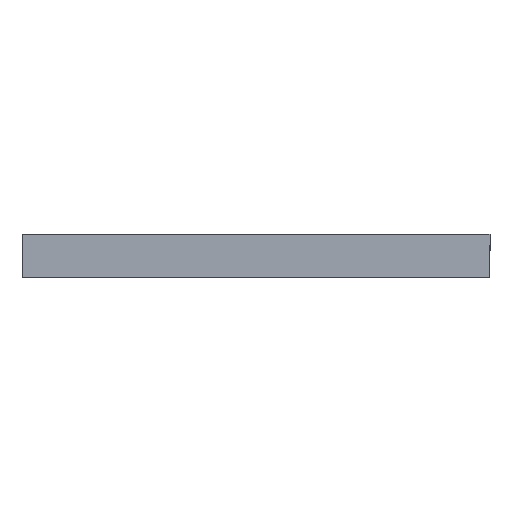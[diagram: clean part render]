
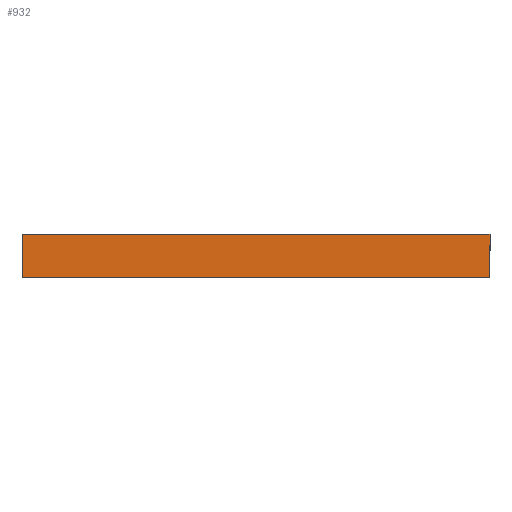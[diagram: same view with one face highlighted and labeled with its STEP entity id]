
A CAD part, front view. The second image highlights one B-rep face of the part: STEP entity #932.
In plain terms, the highlighted planar face has unit normal (0, -1, 0).
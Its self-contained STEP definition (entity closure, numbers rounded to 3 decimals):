
#50 = EDGE_CURVE ( 'NONE', #940, #821, #1736, .T. ) ;
#101 = PLANE ( 'NONE',  #1445 ) ;
#142 = CARTESIAN_POINT ( 'NONE',  ( 87.5, -130., 87.5 ) ) ;
#175 = EDGE_CURVE ( 'NONE', #496, #980, #708, .T. ) ;
#236 = ORIENTED_EDGE ( 'NONE', *, *, #50, .T. ) ;
#237 = CARTESIAN_POINT ( 'NONE',  ( 87.5, -130., 72.5 ) ) ;
#299 = LINE ( 'NONE', #1597, #854 ) ;
#388 = EDGE_CURVE ( 'NONE', #940, #496, #299, .T. ) ;
#439 = DIRECTION ( 'NONE',  ( 1., 0., 0. ) ) ;
#484 = DIRECTION ( 'NONE',  ( 0., 0., -1. ) ) ;
#496 = VERTEX_POINT ( 'NONE', #237 ) ;
#522 = DIRECTION ( 'NONE',  ( 0., 1., 0. ) ) ;
#627 = LINE ( 'NONE', #1752, #1228 ) ;
#628 = CARTESIAN_POINT ( 'NONE',  ( -72.5, -130., 87.5 ) ) ;
#700 = EDGE_LOOP ( 'NONE', ( #888, #1751, #938, #236 ) ) ;
#708 = LINE ( 'NONE', #1552, #1125 ) ;
#783 = DIRECTION ( 'NONE',  ( 0., 0., -1. ) ) ;
#821 = VERTEX_POINT ( 'NONE', #1527 ) ;
#823 = FACE_OUTER_BOUND ( 'NONE', #700, .T. ) ;
#854 = VECTOR ( 'NONE', #484, 1000. ) ;
#870 = VECTOR ( 'NONE', #1221, 1000. ) ;
#888 = ORIENTED_EDGE ( 'NONE', *, *, #1716, .T. ) ;
#932 = ADVANCED_FACE ( 'NONE', ( #823 ), #101, .F. ) ;
#938 = ORIENTED_EDGE ( 'NONE', *, *, #388, .F. ) ;
#940 = VERTEX_POINT ( 'NONE', #1156 ) ;
#980 = VERTEX_POINT ( 'NONE', #1153 ) ;
#1125 = VECTOR ( 'NONE', #1431, 1000. ) ;
#1153 = CARTESIAN_POINT ( 'NONE',  ( -72.5, -130., 72.5 ) ) ;
#1156 = CARTESIAN_POINT ( 'NONE',  ( 87.5, -130., 87.5 ) ) ;
#1221 = DIRECTION ( 'NONE',  ( -1., 0., 0. ) ) ;
#1228 = VECTOR ( 'NONE', #783, 1000. ) ;
#1431 = DIRECTION ( 'NONE',  ( -1., 0., 0. ) ) ;
#1445 = AXIS2_PLACEMENT_3D ( 'NONE', #142, #522, #439 ) ;
#1527 = CARTESIAN_POINT ( 'NONE',  ( -72.5, -130., 87.5 ) ) ;
#1552 = CARTESIAN_POINT ( 'NONE',  ( 87.5, -130., 72.5 ) ) ;
#1597 = CARTESIAN_POINT ( 'NONE',  ( 87.5, -130., 87.5 ) ) ;
#1716 = EDGE_CURVE ( 'NONE', #821, #980, #627, .T. ) ;
#1736 = LINE ( 'NONE', #628, #870 ) ;
#1751 = ORIENTED_EDGE ( 'NONE', *, *, #175, .F. ) ;
#1752 = CARTESIAN_POINT ( 'NONE',  ( -72.5, -130., 87.5 ) ) ;
